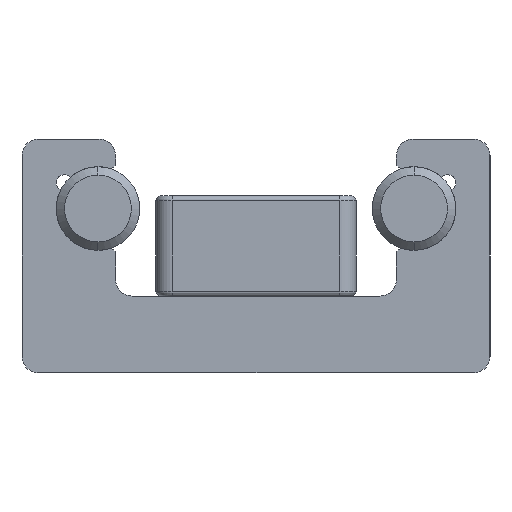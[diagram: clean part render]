
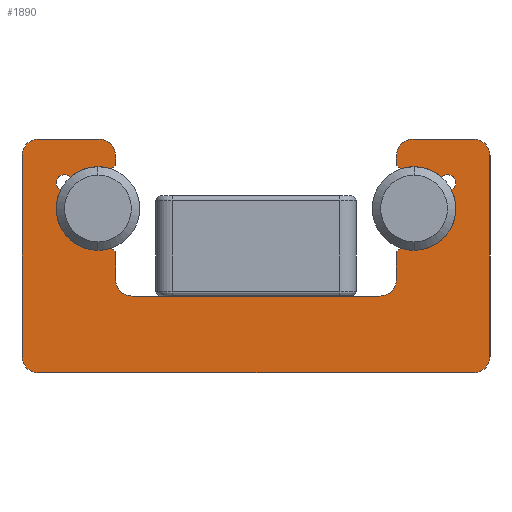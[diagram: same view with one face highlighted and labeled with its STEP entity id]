
A CAD part, left-side view. The second image highlights one B-rep face of the part: STEP entity #1890.
In plain terms, the highlighted face is planar.
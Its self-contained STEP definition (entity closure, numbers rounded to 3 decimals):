
#368=CARTESIAN_POINT('',(-11.45,4.37,-150.));
#369=DIRECTION('',(0.,0.,1.));
#370=DIRECTION('',(0.705,0.709,0.));
#371=AXIS2_PLACEMENT_3D('',#368,#369,#370);
#565=CARTESIAN_POINT('',(9.455,2.84,-150.));
#566=DIRECTION('',(0.,0.,1.));
#567=DIRECTION('',(-0.27,-0.963,0.));
#568=AXIS2_PLACEMENT_3D('',#565,#566,#567);
#595=DIRECTION('',(0.,1.,0.));
#596=VECTOR('',#595,1.544);
#597=CARTESIAN_POINT('',(8.4,-1.4,-150.));
#598=LINE('',#597,#596);
#602=CARTESIAN_POINT('',(7.4,-1.4,-150.));
#603=DIRECTION('',(0.,0.,1.));
#604=DIRECTION('',(0.,-1.,0.));
#605=AXIS2_PLACEMENT_3D('',#602,#603,#604);
#610=DIRECTION('',(1.,0.,0.));
#611=VECTOR('',#610,14.8);
#612=CARTESIAN_POINT('',(-7.4,-2.4,-150.));
#613=LINE('',#612,#611);
#617=CARTESIAN_POINT('',(-7.4,-1.4,-150.));
#618=DIRECTION('',(0.,0.,1.));
#619=DIRECTION('',(-1.,0.,0.));
#620=AXIS2_PLACEMENT_3D('',#617,#618,#619);
#625=DIRECTION('',(0.,-1.,0.));
#626=VECTOR('',#625,1.544);
#627=CARTESIAN_POINT('',(-8.4,0.144,-150.));
#628=LINE('',#627,#626);
#632=CARTESIAN_POINT('',(-8.7,0.144,-150.));
#633=DIRECTION('',(0.,0.,-1.));
#634=DIRECTION('',(-0.27,0.963,0.));
#635=AXIS2_PLACEMENT_3D('',#632,#633,#634);
#640=CARTESIAN_POINT('',(-9.455,2.84,-150.));
#641=DIRECTION('',(0.,0.,1.));
#642=DIRECTION('',(0.27,0.963,0.));
#643=AXIS2_PLACEMENT_3D('',#640,#641,#642);
#648=CARTESIAN_POINT('',(-8.7,5.536,-150.));
#649=DIRECTION('',(0.,0.,-1.));
#650=DIRECTION('',(1.,0.,0.));
#651=AXIS2_PLACEMENT_3D('',#648,#649,#650);
#656=DIRECTION('',(0.,-1.,0.));
#657=VECTOR('',#656,0.464);
#658=CARTESIAN_POINT('',(-8.4,6.,-150.));
#659=LINE('',#658,#657);
#663=CARTESIAN_POINT('',(-9.4,6.,-150.));
#664=DIRECTION('',(0.,0.,-1.));
#665=DIRECTION('',(0.,1.,0.));
#666=AXIS2_PLACEMENT_3D('',#663,#664,#665);
#671=DIRECTION('',(1.,0.,0.));
#672=VECTOR('',#671,3.6);
#673=CARTESIAN_POINT('',(-13.,7.,-150.));
#674=LINE('',#673,#672);
#678=CARTESIAN_POINT('',(-13.,6.,-150.));
#679=DIRECTION('',(0.,0.,-1.));
#680=DIRECTION('',(-1.,0.,0.));
#681=AXIS2_PLACEMENT_3D('',#678,#679,#680);
#686=DIRECTION('',(0.,1.,0.));
#687=VECTOR('',#686,12.);
#688=CARTESIAN_POINT('',(-14.,-6.,-150.));
#689=LINE('',#688,#687);
#693=CARTESIAN_POINT('',(-13.,-6.,-150.));
#694=DIRECTION('',(0.,0.,-1.));
#695=DIRECTION('',(0.,-1.,0.));
#696=AXIS2_PLACEMENT_3D('',#693,#694,#695);
#701=DIRECTION('',(-1.,0.,0.));
#702=VECTOR('',#701,26.);
#703=CARTESIAN_POINT('',(13.,-7.,-150.));
#704=LINE('',#703,#702);
#708=CARTESIAN_POINT('',(13.,-6.,-150.));
#709=DIRECTION('',(0.,0.,-1.));
#710=DIRECTION('',(1.,0.,0.));
#711=AXIS2_PLACEMENT_3D('',#708,#709,#710);
#716=DIRECTION('',(0.,-1.,0.));
#717=VECTOR('',#716,12.);
#718=CARTESIAN_POINT('',(14.,6.,-150.));
#719=LINE('',#718,#717);
#723=CARTESIAN_POINT('',(13.,6.,-150.));
#724=DIRECTION('',(0.,0.,-1.));
#725=DIRECTION('',(0.,1.,0.));
#726=AXIS2_PLACEMENT_3D('',#723,#724,#725);
#731=DIRECTION('',(1.,0.,0.));
#732=VECTOR('',#731,3.6);
#733=CARTESIAN_POINT('',(9.4,7.,-150.));
#734=LINE('',#733,#732);
#738=CARTESIAN_POINT('',(9.4,6.,-150.));
#739=DIRECTION('',(0.,0.,-1.));
#740=DIRECTION('',(-1.,0.,0.));
#741=AXIS2_PLACEMENT_3D('',#738,#739,#740);
#746=DIRECTION('',(0.,1.,0.));
#747=VECTOR('',#746,0.464);
#748=CARTESIAN_POINT('',(8.4,5.536,-150.));
#749=LINE('',#748,#747);
#753=CARTESIAN_POINT('',(8.7,5.536,-150.));
#754=DIRECTION('',(0.,0.,-1.));
#755=DIRECTION('',(0.27,-0.963,0.));
#756=AXIS2_PLACEMENT_3D('',#753,#754,#755);
#761=CARTESIAN_POINT('',(9.455,2.84,-150.));
#762=DIRECTION('',(0.,0.,1.));
#763=DIRECTION('',(0.657,0.754,0.));
#764=AXIS2_PLACEMENT_3D('',#761,#762,#763);
#769=CARTESIAN_POINT('',(8.7,0.144,-150.));
#770=DIRECTION('',(0.,0.,-1.));
#771=DIRECTION('',(-1.,0.,0.));
#772=AXIS2_PLACEMENT_3D('',#769,#770,#771);
#923=CARTESIAN_POINT('',(-9.455,2.84,-150.));
#924=DIRECTION('',(0.,0.,1.));
#925=DIRECTION('',(-0.898,0.439,0.));
#926=AXIS2_PLACEMENT_3D('',#923,#924,#925);
#1132=CARTESIAN_POINT('',(11.45,4.37,-150.));
#1133=DIRECTION('',(0.,0.,1.));
#1134=DIRECTION('',(0.502,-0.865,0.));
#1135=AXIS2_PLACEMENT_3D('',#1132,#1133,#1134);
#1409=CARTESIAN_POINT('',(9.4,7.,-150.));
#1410=CARTESIAN_POINT('',(13.,7.,-150.));
#1411=VERTEX_POINT('',#1409);
#1412=VERTEX_POINT('',#1410);
#1413=CARTESIAN_POINT('',(-8.781,0.433,-150.));
#1414=CARTESIAN_POINT('',(-8.4,0.144,-150.));
#1415=VERTEX_POINT('',#1413);
#1416=VERTEX_POINT('',#1414);
#1417=CARTESIAN_POINT('',(-8.781,5.247,-150.));
#1418=CARTESIAN_POINT('',(-11.098,4.725,-150.));
#1419=VERTEX_POINT('',#1417);
#1420=VERTEX_POINT('',#1418);
#1421=CARTESIAN_POINT('',(8.4,6.,-150.));
#1422=VERTEX_POINT('',#1421);
#1423=CARTESIAN_POINT('',(8.4,0.144,-150.));
#1424=CARTESIAN_POINT('',(8.781,0.433,-150.));
#1425=VERTEX_POINT('',#1423);
#1426=VERTEX_POINT('',#1424);
#1427=CARTESIAN_POINT('',(-8.4,-1.4,-150.));
#1428=CARTESIAN_POINT('',(-7.4,-2.4,-150.));
#1429=VERTEX_POINT('',#1427);
#1430=VERTEX_POINT('',#1428);
#1431=CARTESIAN_POINT('',(7.4,-2.4,-150.));
#1432=VERTEX_POINT('',#1431);
#1433=CARTESIAN_POINT('',(8.4,5.536,-150.));
#1434=VERTEX_POINT('',#1433);
#1435=CARTESIAN_POINT('',(8.4,-1.4,-150.));
#1436=VERTEX_POINT('',#1435);
#1437=CARTESIAN_POINT('',(-14.,-6.,-150.));
#1438=CARTESIAN_POINT('',(-14.,6.,-150.));
#1439=VERTEX_POINT('',#1437);
#1440=VERTEX_POINT('',#1438);
#1441=CARTESIAN_POINT('',(8.781,5.247,-150.));
#1442=VERTEX_POINT('',#1441);
#1443=CARTESIAN_POINT('',(-13.,7.,-150.));
#1444=VERTEX_POINT('',#1443);
#1445=CARTESIAN_POINT('',(14.,6.,-150.));
#1446=CARTESIAN_POINT('',(14.,-6.,-150.));
#1447=VERTEX_POINT('',#1445);
#1448=VERTEX_POINT('',#1446);
#1449=CARTESIAN_POINT('',(-9.4,7.,-150.));
#1450=VERTEX_POINT('',#1449);
#1451=CARTESIAN_POINT('',(13.,-7.,-150.));
#1452=VERTEX_POINT('',#1451);
#1453=CARTESIAN_POINT('',(11.098,4.725,-150.));
#1454=VERTEX_POINT('',#1453);
#1455=CARTESIAN_POINT('',(-13.,-7.,-150.));
#1456=VERTEX_POINT('',#1455);
#1457=CARTESIAN_POINT('',(-8.4,6.,-150.));
#1458=VERTEX_POINT('',#1457);
#1459=CARTESIAN_POINT('',(-8.4,5.536,-150.));
#1460=VERTEX_POINT('',#1459);
#1513=CARTESIAN_POINT('',(-11.701,3.938,-150.));
#1514=VERTEX_POINT('',#1513);
#1519=CARTESIAN_POINT('',(11.701,3.938,-150.));
#1520=VERTEX_POINT('',#1519);
#1835=CARTESIAN_POINT('',(9.455,2.84,-150.));
#1836=DIRECTION('',(0.,0.,1.));
#1837=DIRECTION('',(1.,0.,0.));
#1838=AXIS2_PLACEMENT_3D('',#1835,#1836,#1837);
#1839=PLANE('',#1838);
#1841=ORIENTED_EDGE('',*,*,#1840,.F.);
#1843=ORIENTED_EDGE('',*,*,#1842,.F.);
#1845=ORIENTED_EDGE('',*,*,#1844,.F.);
#1847=ORIENTED_EDGE('',*,*,#1846,.F.);
#1849=ORIENTED_EDGE('',*,*,#1848,.F.);
#1851=ORIENTED_EDGE('',*,*,#1850,.F.);
#1853=ORIENTED_EDGE('',*,*,#1852,.F.);
#1854=ORIENTED_EDGE('',*,*,#1720,.F.);
#1855=ORIENTED_EDGE('',*,*,#1700,.F.);
#1856=ORIENTED_EDGE('',*,*,#1678,.F.);
#1857=ORIENTED_EDGE('',*,*,#1656,.F.);
#1858=ORIENTED_EDGE('',*,*,#1634,.F.);
#1859=ORIENTED_EDGE('',*,*,#1612,.F.);
#1861=ORIENTED_EDGE('',*,*,#1860,.F.);
#1863=ORIENTED_EDGE('',*,*,#1862,.F.);
#1865=ORIENTED_EDGE('',*,*,#1864,.F.);
#1867=ORIENTED_EDGE('',*,*,#1866,.F.);
#1869=ORIENTED_EDGE('',*,*,#1868,.F.);
#1871=ORIENTED_EDGE('',*,*,#1870,.F.);
#1873=ORIENTED_EDGE('',*,*,#1872,.F.);
#1875=ORIENTED_EDGE('',*,*,#1874,.F.);
#1877=ORIENTED_EDGE('',*,*,#1876,.F.);
#1879=ORIENTED_EDGE('',*,*,#1878,.F.);
#1881=ORIENTED_EDGE('',*,*,#1880,.F.);
#1883=ORIENTED_EDGE('',*,*,#1882,.F.);
#1885=ORIENTED_EDGE('',*,*,#1884,.F.);
#1886=ORIENTED_EDGE('',*,*,#1819,.F.);
#1887=ORIENTED_EDGE('',*,*,#1802,.F.);
#1888=EDGE_LOOP('',(#1841,#1843,#1845,#1847,#1849,#1851,#1853,#1854,#1855,#1856,
#1857,#1858,#1859,#1861,#1863,#1865,#1867,#1869,#1871,#1873,#1875,#1877,#1879,
#1881,#1883,#1885,#1886,#1887));
#1889=FACE_OUTER_BOUND('',#1888,.F.);
#1890=ADVANCED_FACE('',(#1889),#1839,.F.);
#372=CIRCLE('',#371,0.5);
#569=CIRCLE('',#568,2.5);
#606=CIRCLE('',#605,1.);
#621=CIRCLE('',#620,1.);
#636=CIRCLE('',#635,0.3);
#644=CIRCLE('',#643,2.5);
#652=CIRCLE('',#651,0.3);
#667=CIRCLE('',#666,1.);
#682=CIRCLE('',#681,1.);
#697=CIRCLE('',#696,1.);
#712=CIRCLE('',#711,1.);
#727=CIRCLE('',#726,1.);
#742=CIRCLE('',#741,1.);
#757=CIRCLE('',#756,0.3);
#765=CIRCLE('',#764,2.5);
#773=CIRCLE('',#772,0.3);
#927=CIRCLE('',#926,2.5);
#1136=CIRCLE('',#1135,0.5);
#1612=EDGE_CURVE('',#1444,#1450,#674,.T.);
#1634=EDGE_CURVE('',#1450,#1458,#667,.T.);
#1656=EDGE_CURVE('',#1458,#1460,#659,.T.);
#1678=EDGE_CURVE('',#1460,#1419,#652,.T.);
#1700=EDGE_CURVE('',#1419,#1420,#644,.T.);
#1720=EDGE_CURVE('',#1420,#1514,#372,.T.);
#1802=EDGE_CURVE('',#1425,#1426,#773,.T.);
#1819=EDGE_CURVE('',#1426,#1520,#569,.T.);
#1840=EDGE_CURVE('',#1436,#1425,#598,.T.);
#1842=EDGE_CURVE('',#1432,#1436,#606,.T.);
#1844=EDGE_CURVE('',#1430,#1432,#613,.T.);
#1846=EDGE_CURVE('',#1429,#1430,#621,.T.);
#1848=EDGE_CURVE('',#1416,#1429,#628,.T.);
#1850=EDGE_CURVE('',#1415,#1416,#636,.T.);
#1852=EDGE_CURVE('',#1514,#1415,#927,.T.);
#1860=EDGE_CURVE('',#1440,#1444,#682,.T.);
#1862=EDGE_CURVE('',#1439,#1440,#689,.T.);
#1864=EDGE_CURVE('',#1456,#1439,#697,.T.);
#1866=EDGE_CURVE('',#1452,#1456,#704,.T.);
#1868=EDGE_CURVE('',#1448,#1452,#712,.T.);
#1870=EDGE_CURVE('',#1447,#1448,#719,.T.);
#1872=EDGE_CURVE('',#1412,#1447,#727,.T.);
#1874=EDGE_CURVE('',#1411,#1412,#734,.T.);
#1876=EDGE_CURVE('',#1422,#1411,#742,.T.);
#1878=EDGE_CURVE('',#1434,#1422,#749,.T.);
#1880=EDGE_CURVE('',#1442,#1434,#757,.T.);
#1882=EDGE_CURVE('',#1454,#1442,#765,.T.);
#1884=EDGE_CURVE('',#1520,#1454,#1136,.T.);
